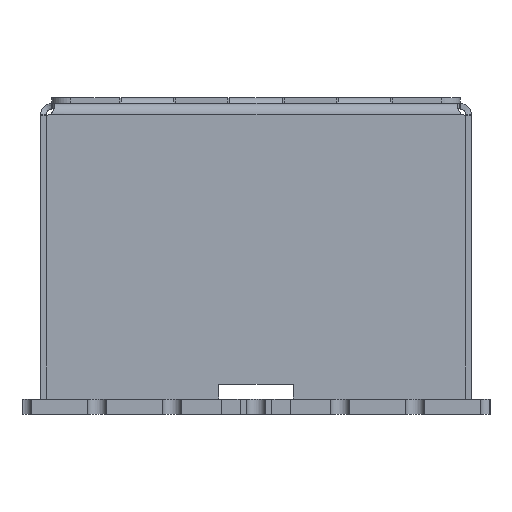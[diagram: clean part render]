
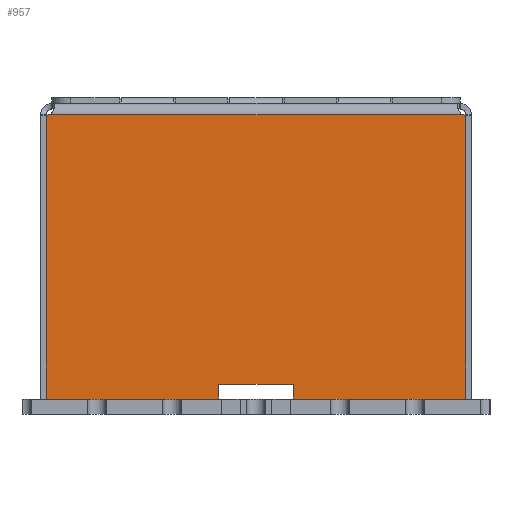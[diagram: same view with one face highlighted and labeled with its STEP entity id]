
A CAD part, left-side view. The second image highlights one B-rep face of the part: STEP entity #957.
In plain terms, the highlighted planar face has unit normal (-1, 0, 0).
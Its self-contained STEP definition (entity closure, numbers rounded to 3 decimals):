
#957=ADVANCED_FACE('',(#7655),#7657,.F.);
#7655=FACE_BOUND('',#7656,.T.);
#7656=EDGE_LOOP('',(#15722,#15723,#15724,#15725,#15726,#15727,#15728,#15729,#15730,
#15731));
#7657=PLANE('',#7658);
#7658=AXIS2_PLACEMENT_3D('',#7659,#7660,#7661);
#7659=CARTESIAN_POINT('',(-14.15,0.,16.613));
#7660=DIRECTION('',(1.,0.,0.));
#7661=DIRECTION('',(0.,0.,-1.));
#15722=ORIENTED_EDGE('',*,*,#19318,.T.);
#15723=ORIENTED_EDGE('',*,*,#19673,.F.);
#15724=ORIENTED_EDGE('',*,*,#19674,.F.);
#15725=ORIENTED_EDGE('',*,*,#19675,.F.);
#15726=ORIENTED_EDGE('',*,*,#19353,.T.);
#15727=ORIENTED_EDGE('',*,*,#19672,.F.);
#15728=ORIENTED_EDGE('',*,*,#19676,.T.);
#15729=ORIENTED_EDGE('',*,*,#19665,.F.);
#15730=ORIENTED_EDGE('',*,*,#19677,.F.);
#15731=ORIENTED_EDGE('',*,*,#19678,.T.);
#19318=EDGE_CURVE('',#21497,#21498,#21499,.T.);
#19353=EDGE_CURVE('',#21562,#21559,#21563,.T.);
#19665=EDGE_CURVE('',#22107,#22109,#22110,.T.);
#19672=EDGE_CURVE('',#22119,#21559,#22121,.T.);
#19673=EDGE_CURVE('',#22122,#21498,#22123,.T.);
#19674=EDGE_CURVE('',#22124,#22122,#22125,.T.);
#19675=EDGE_CURVE('',#21562,#22124,#22126,.T.);
#19676=EDGE_CURVE('',#22119,#22109,#22127,.T.);
#19677=EDGE_CURVE('',#22128,#22107,#22129,.T.);
#19678=EDGE_CURVE('',#22128,#21497,#22130,.T.);
#21497=VERTEX_POINT('',#25167);
#21498=VERTEX_POINT('',#25168);
#21499=LINE('',#25169,#25170);
#21559=VERTEX_POINT('',#25306);
#21562=VERTEX_POINT('',#25311);
#21563=LINE('',#25312,#25313);
#22107=VERTEX_POINT('',#26514);
#22109=VERTEX_POINT('',#26535);
#22110=LINE('',#26536,#26537);
#22119=VERTEX_POINT('',#26604);
#22121=LINE('',#26608,#26609);
#22122=VERTEX_POINT('',#26611);
#22123=LINE('',#26612,#26613);
#22124=VERTEX_POINT('',#26615);
#22125=LINE('',#26616,#26617);
#22126=LINE('',#26619,#26620);
#22127=CIRCLE('',#26622,0.45);
#22128=VERTEX_POINT('',#26626);
#22129=CIRCLE('',#26627,0.45);
#22130=LINE('',#26631,#26632);
#25167=CARTESIAN_POINT('',(-14.15,11.199,0.813));
#25168=CARTESIAN_POINT('',(-14.15,2.,0.813));
#25169=CARTESIAN_POINT('',(-14.15,11.199,0.813));
#25170=VECTOR('',#25171,1.);
#25171=DIRECTION('',(0.,-1.,0.));
#25306=CARTESIAN_POINT('',(-14.15,-11.199,0.813));
#25311=CARTESIAN_POINT('',(-14.15,-2.,0.813));
#25312=CARTESIAN_POINT('',(-14.15,-2.,0.813));
#25313=VECTOR('',#25314,1.);
#25314=DIRECTION('',(0.,-1.,0.));
#26514=CARTESIAN_POINT('',(-14.15,11.009,16.013));
#26535=CARTESIAN_POINT('',(-14.15,-11.009,16.013));
#26536=CARTESIAN_POINT('',(-14.15,11.009,16.013));
#26537=VECTOR('',#26538,1.);
#26538=DIRECTION('',(0.,-1.,0.));
#26604=CARTESIAN_POINT('',(-14.15,-11.199,15.971));
#26608=CARTESIAN_POINT('',(-14.15,-11.199,15.971));
#26609=VECTOR('',#26610,1.);
#26610=DIRECTION('',(0.,0.,-1.));
#26611=CARTESIAN_POINT('',(-14.15,2.,1.613));
#26612=CARTESIAN_POINT('',(-14.15,2.,1.613));
#26613=VECTOR('',#26614,1.);
#26614=DIRECTION('',(0.,0.,-1.));
#26615=CARTESIAN_POINT('',(-14.15,-2.,1.613));
#26616=CARTESIAN_POINT('',(-14.15,-2.,1.613));
#26617=VECTOR('',#26618,1.);
#26618=DIRECTION('',(0.,1.,0.));
#26619=CARTESIAN_POINT('',(-14.15,-2.,0.813));
#26620=VECTOR('',#26621,1.);
#26621=DIRECTION('',(0.,0.,1.));
#26622=AXIS2_PLACEMENT_3D('',#26623,#26624,#26625);
#26623=CARTESIAN_POINT('',(-14.15,-11.199,16.421));
#26624=DIRECTION('',(1.,0.,0.));
#26625=DIRECTION('',(0.,0.,-1.));
#26626=CARTESIAN_POINT('',(-14.15,11.199,15.971));
#26627=AXIS2_PLACEMENT_3D('',#26628,#26629,#26630);
#26628=CARTESIAN_POINT('',(-14.15,11.199,16.421));
#26629=DIRECTION('',(-1.,0.,0.));
#26630=DIRECTION('',(0.,0.,-1.));
#26631=CARTESIAN_POINT('',(-14.15,11.199,15.971));
#26632=VECTOR('',#26633,1.);
#26633=DIRECTION('',(0.,0.,-1.));
